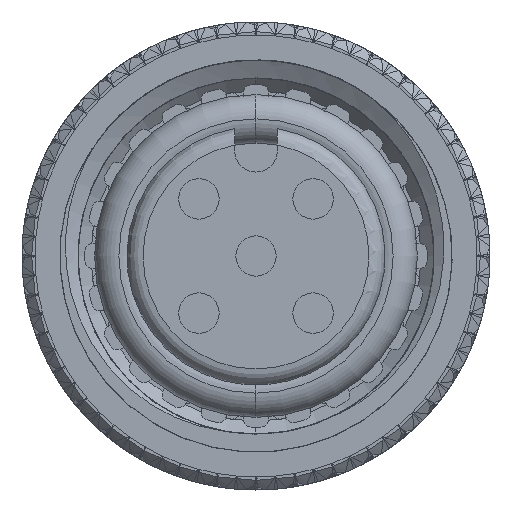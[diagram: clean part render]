
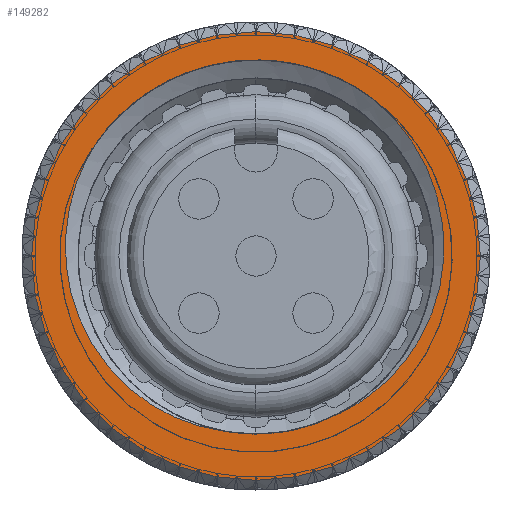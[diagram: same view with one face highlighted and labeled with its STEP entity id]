
A CAD part, left-side view. The second image highlights one B-rep face of the part: STEP entity #149282.
In plain terms, the highlighted planar face has unit normal (-1, 0, 0).
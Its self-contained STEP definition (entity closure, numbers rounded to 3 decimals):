
#99734=CARTESIAN_POINT('',(0.,0.,0.));
#99735=DIRECTION('',(-1.,0.,0.));
#99736=DIRECTION('',(0.,1.,0.));
#99737=AXIS2_PLACEMENT_3D('',#99734,#99735,#99736);
#99739=CARTESIAN_POINT('',(0.,0.,0.));
#99740=DIRECTION('',(-1.,0.,0.));
#99741=DIRECTION('',(0.,-1.,0.));
#99742=AXIS2_PLACEMENT_3D('',#99739,#99740,#99741);
#99744=CARTESIAN_POINT('',(0.,-4.883,-3.616));
#99745=CARTESIAN_POINT('',(0.,-4.742,-3.79));
#99746=CARTESIAN_POINT('',(0.,-4.444,-4.117));
#99747=CARTESIAN_POINT('',(0.,-3.94,-4.561));
#99748=CARTESIAN_POINT('',(0.,-3.414,-4.93));
#99749=CARTESIAN_POINT('',(0.,-2.876,-5.229));
#99750=CARTESIAN_POINT('',(0.,-2.307,-5.474));
#99751=CARTESIAN_POINT('',(0.,-1.688,-5.665));
#99752=CARTESIAN_POINT('',(0.,-0.99,-5.797));
#99753=CARTESIAN_POINT('',(0.,-0.214,-5.843));
#99754=CARTESIAN_POINT('',(0.,0.559,-5.782));
#99755=CARTESIAN_POINT('',(0.,1.301,-5.624));
#99756=CARTESIAN_POINT('',(0.,2.011,-5.372));
#99757=CARTESIAN_POINT('',(0.,2.672,-5.035));
#99758=CARTESIAN_POINT('',(0.,3.252,-4.637));
#99759=CARTESIAN_POINT('',(0.,3.76,-4.191));
#99760=CARTESIAN_POINT('',(0.,4.207,-3.692));
#99761=CARTESIAN_POINT('',(0.,4.595,-3.139));
#99762=CARTESIAN_POINT('',(0.,4.805,-2.744));
#99763=CARTESIAN_POINT('',(0.,4.899,-2.538));
#99765=CARTESIAN_POINT('',(0.,-3.616,4.883));
#99766=CARTESIAN_POINT('',(0.,-3.811,4.739));
#99767=CARTESIAN_POINT('',(0.,-4.178,4.431));
#99768=CARTESIAN_POINT('',(0.,-4.672,3.907));
#99769=CARTESIAN_POINT('',(0.,-5.097,3.332));
#99770=CARTESIAN_POINT('',(0.,-5.455,2.708));
#99771=CARTESIAN_POINT('',(0.,-5.742,2.034));
#99772=CARTESIAN_POINT('',(0.,-5.948,1.314));
#99773=CARTESIAN_POINT('',(0.,-6.064,0.578));
#99774=CARTESIAN_POINT('',(0.,-6.089,-0.165));
#99775=CARTESIAN_POINT('',(0.,-6.024,-0.904));
#99776=CARTESIAN_POINT('',(0.,-5.867,-1.635));
#99777=CARTESIAN_POINT('',(0.,-5.627,-2.331));
#99778=CARTESIAN_POINT('',(0.,-5.304,-2.994));
#99779=CARTESIAN_POINT('',(0.,-5.033,-3.413));
#99780=CARTESIAN_POINT('',(0.,-4.883,-3.616));
#99782=CARTESIAN_POINT('',(0.,5.426,1.));
#99783=CARTESIAN_POINT('',(0.,5.403,1.177));
#99784=CARTESIAN_POINT('',(0.,5.339,1.526));
#99785=CARTESIAN_POINT('',(0.,5.192,2.041));
#99786=CARTESIAN_POINT('',(0.,4.999,2.534));
#99787=CARTESIAN_POINT('',(0.,4.761,3.007));
#99788=CARTESIAN_POINT('',(0.,4.466,3.476));
#99789=CARTESIAN_POINT('',(0.,4.096,3.95));
#99790=CARTESIAN_POINT('',(0.,3.635,4.422));
#99791=CARTESIAN_POINT('',(0.,3.081,4.867));
#99792=CARTESIAN_POINT('',(0.,2.441,5.258));
#99793=CARTESIAN_POINT('',(0.,1.771,5.554));
#99794=CARTESIAN_POINT('',(0.,1.094,5.76));
#99795=CARTESIAN_POINT('',(0.,0.404,5.882));
#99796=CARTESIAN_POINT('',(0.,-0.302,5.921));
#99797=CARTESIAN_POINT('',(0.,-1.006,5.875));
#99798=CARTESIAN_POINT('',(0.,-1.7,5.747));
#99799=CARTESIAN_POINT('',(0.,-2.373,5.539));
#99800=CARTESIAN_POINT('',(0.,-3.018,5.252));
#99801=CARTESIAN_POINT('',(0.,-3.421,5.014));
#99802=CARTESIAN_POINT('',(0.,-3.616,4.883));
#143246=CARTESIAN_POINT('',(0.,0.,0.));
#143247=DIRECTION('',(1.,0.,0.));
#143248=DIRECTION('',(0.,0.888,-0.46));
#143249=AXIS2_PLACEMENT_3D('',#143246,#143247,#143248);
#144980=CARTESIAN_POINT('',(0.,6.95,0.));
#144981=CARTESIAN_POINT('',(0.,-6.95,0.));
#144982=VERTEX_POINT('',#144980);
#144983=VERTEX_POINT('',#144981);
#145068=VERTEX_POINT('',#99782);
#145069=VERTEX_POINT('',#99802);
#145070=VERTEX_POINT('',#99780);
#145071=VERTEX_POINT('',#99763);
#149261=CARTESIAN_POINT('',(0.,0.,0.));
#149262=DIRECTION('',(1.,0.,0.));
#149263=DIRECTION('',(0.,-1.,0.));
#149264=AXIS2_PLACEMENT_3D('',#149261,#149262,#149263);
#149265=PLANE('',#149264);
#149267=ORIENTED_EDGE('',*,*,#149266,.F.);
#149269=ORIENTED_EDGE('',*,*,#149268,.F.);
#149270=EDGE_LOOP('',(#149267,#149269));
#149271=FACE_OUTER_BOUND('',#149270,.F.);
#149273=ORIENTED_EDGE('',*,*,#149272,.F.);
#149275=ORIENTED_EDGE('',*,*,#149274,.F.);
#149277=ORIENTED_EDGE('',*,*,#149276,.F.);
#149279=ORIENTED_EDGE('',*,*,#149278,.F.);
#149280=EDGE_LOOP('',(#149273,#149275,#149277,#149279));
#149281=FACE_BOUND('',#149280,.F.);
#149282=ADVANCED_FACE('',(#149271,#149281),#149265,.F.);
#99738=CIRCLE('',#99737,6.95);
#99743=CIRCLE('',#99742,6.95);
#99764=B_SPLINE_CURVE_WITH_KNOTS('',3,(#99744,#99745,#99746,#99747,#99748,
#99749,#99750,#99751,#99752,#99753,#99754,#99755,#99756,#99757,#99758,#99759,
#99760,#99761,#99762,#99763),.UNSPECIFIED.,.F.,.F.,(4,1,1,1,1,1,1,1,1,1,1,1,1,1,
1,1,1,4),(0.,0.059,0.118,0.176,
0.235,0.294,0.353,0.412,
0.471,0.529,0.588,0.647,
0.706,0.765,0.824,0.882,
0.941,1.),.UNSPECIFIED.);
#99781=B_SPLINE_CURVE_WITH_KNOTS('',3,(#99765,#99766,#99767,#99768,#99769,
#99770,#99771,#99772,#99773,#99774,#99775,#99776,#99777,#99778,#99779,#99780),
.UNSPECIFIED.,.F.,.F.,(4,1,1,1,1,1,1,1,1,1,1,1,1,4),(0.,0.077,
0.154,0.231,0.308,0.385,
0.462,0.538,0.615,0.692,
0.769,0.846,0.923,1.),.UNSPECIFIED.);
#99803=B_SPLINE_CURVE_WITH_KNOTS('',3,(#99782,#99783,#99784,#99785,#99786,
#99787,#99788,#99789,#99790,#99791,#99792,#99793,#99794,#99795,#99796,#99797,
#99798,#99799,#99800,#99801,#99802),.UNSPECIFIED.,.F.,.F.,(4,1,1,1,1,1,1,1,1,1,
1,1,1,1,1,1,1,1,4),(0.,0.056,0.111,0.167,
0.222,0.278,0.333,0.389,
0.444,0.5,0.556,0.611,0.667,
0.722,0.778,0.833,0.889,
0.944,1.),.UNSPECIFIED.);
#143250=CIRCLE('',#143249,5.518);
#149266=EDGE_CURVE('',#144982,#144983,#99738,.T.);
#149268=EDGE_CURVE('',#144983,#144982,#99743,.T.);
#149272=EDGE_CURVE('',#145071,#145068,#143250,.T.);
#149274=EDGE_CURVE('',#145070,#145071,#99764,.T.);
#149276=EDGE_CURVE('',#145069,#145070,#99781,.T.);
#149278=EDGE_CURVE('',#145068,#145069,#99803,.T.);
